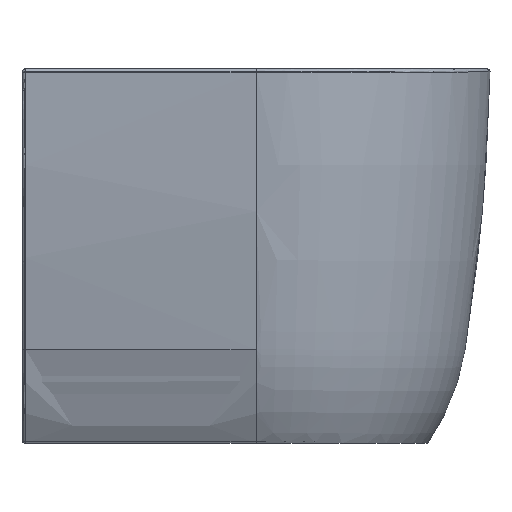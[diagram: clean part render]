
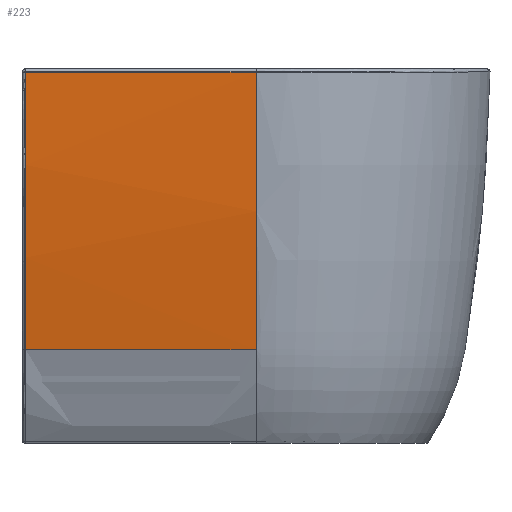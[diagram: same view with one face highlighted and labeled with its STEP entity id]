
A CAD part, left-side view. The second image highlights one B-rep face of the part: STEP entity #223.
In plain terms, the highlighted cylindrical face has radius 2928.46 mm (diameter 5856.92 mm), a partial arc.
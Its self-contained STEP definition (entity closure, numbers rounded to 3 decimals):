
#86=CYLINDRICAL_SURFACE('',#1512,2928.459);
#223=ADVANCED_FACE('',(#320),#86,.T.);
#320=FACE_OUTER_BOUND('',#421,.T.);
#421=EDGE_LOOP('',(#990,#991,#992,#993));
#462=LINE('',#24492,#492);
#463=LINE('',#24496,#493);
#492=VECTOR('',#1672,1.);
#493=VECTOR('',#1675,1.);
#628=B_SPLINE_CURVE_WITH_KNOTS('',3,(#24479,#24480,#24481,#24482,#24483,
#24484,#24485,#24486,#24487,#24488,#24489),.UNSPECIFIED.,.F.,.F.,(4,1,1,
1,1,1,1,1,4),(0.,0.332,0.504,0.676,
0.847,0.933,0.976,0.998,1.),
 .UNSPECIFIED.);
#990=ORIENTED_EDGE('',*,*,#1381,.F.);
#991=ORIENTED_EDGE('',*,*,#1382,.T.);
#992=ORIENTED_EDGE('',*,*,#1383,.T.);
#993=ORIENTED_EDGE('',*,*,#1384,.T.);
#1185=VERTEX_POINT('',#24490);
#1186=VERTEX_POINT('',#24491);
#1187=VERTEX_POINT('',#24493);
#1188=VERTEX_POINT('',#24495);
#1381=EDGE_CURVE('',#1185,#1186,#628,.T.);
#1382=EDGE_CURVE('',#1185,#1187,#462,.T.);
#1383=EDGE_CURVE('',#1187,#1188,#1444,.T.);
#1384=EDGE_CURVE('',#1188,#1186,#463,.T.);
#1444=CIRCLE('',#1511,2928.459);
#1511=AXIS2_PLACEMENT_3D('',#24494,#1673,#1674);
#1512=AXIS2_PLACEMENT_3D('',#24497,#1676,#1677);
#1672=DIRECTION('',(0.,1.,0.));
#1673=DIRECTION('',(0.,-1.,0.));
#1674=DIRECTION('',(0.,0.,1.));
#1675=DIRECTION('',(0.,-1.,0.));
#1676=DIRECTION('',(0.,-1.,0.));
#1677=DIRECTION('',(0.,0.,-1.));
#24479=CARTESIAN_POINT('',(650.177,0.,594.825));
#24480=CARTESIAN_POINT('',(651.914,0.,545.267));
#24481=CARTESIAN_POINT('',(656.461,0.,470.134));
#24482=CARTESIAN_POINT('',(666.434,0.,369.716));
#24483=CARTESIAN_POINT('',(676.051,0.,293.341));
#24484=CARTESIAN_POINT('',(685.736,0.,229.928));
#24485=CARTESIAN_POINT('',(693.389,0.,185.684));
#24486=CARTESIAN_POINT('',(697.433,0.,163.6));
#24487=CARTESIAN_POINT('',(699.275,0.,153.814));
#24488=CARTESIAN_POINT('',(699.937,0.,150.331));
#24489=CARTESIAN_POINT('',(700.,0.,150.));
#24490=CARTESIAN_POINT('',(650.177,0.,594.825));
#24491=CARTESIAN_POINT('',(700.,0.,150.));
#24492=CARTESIAN_POINT('',(650.177,1055.,594.825));
#24493=CARTESIAN_POINT('',(650.177,369.,594.825));
#24494=CARTESIAN_POINT('',(3576.838,369.,697.426));
#24495=CARTESIAN_POINT('',(700.,369.,150.));
#24496=CARTESIAN_POINT('',(700.,1055.,150.));
#24497=CARTESIAN_POINT('',(3576.838,1055.,697.426));
